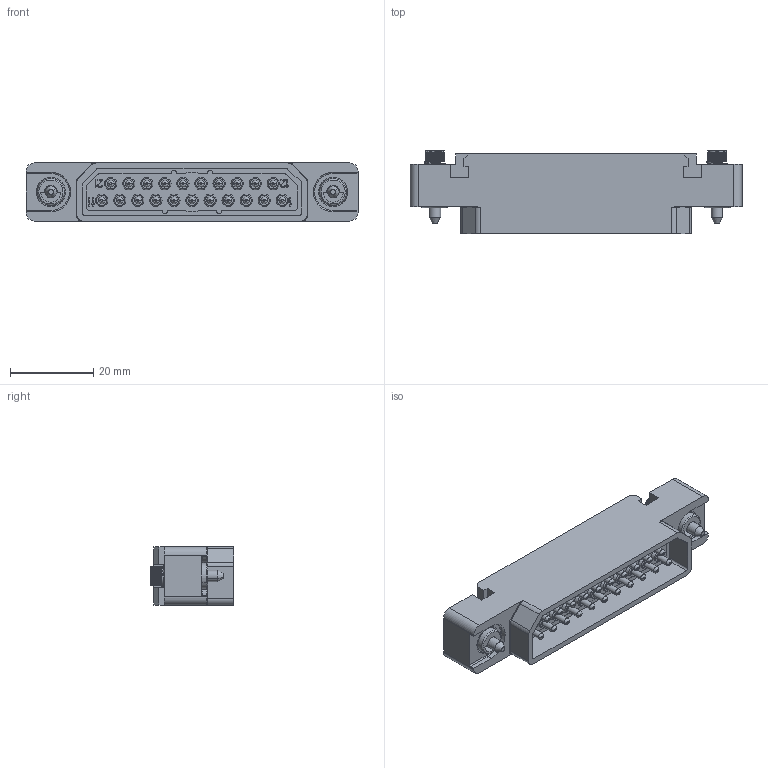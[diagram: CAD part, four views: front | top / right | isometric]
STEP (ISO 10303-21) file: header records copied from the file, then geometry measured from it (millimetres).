
FILE_DESCRIPTION((''),'2;1');
FILE_NAME('1900ND04P2A00E','2020-08-03T',('presta_be4'),(''),'CREO PARAMETRIC BY PTC INC, 2018360','CREO PARAMETRIC BY PTC INC, 2018360','');
FILE_SCHEMA(('CONFIG_CONTROL_DESIGN'));
Products named in the file (1): 1900ND04P2A00E
Bounding box: 80 x 20.16 x 14 mm (x, y, z)
Volume: 12371.3 mm3; surface area: 19077.8 mm2
Topology: 3 solids, 3 shells, 2956 faces, 7567 edges, 4797 vertices
Faces by surface type: plane 1181, cylinder 1097, cone 376, bspline 140, torus 134, extrusion 28
Entity records: 102614 total; most frequent: CARTESIAN_POINT 31308, ORIENTED_EDGE 15042, DIRECTION 14706, EDGE_CURVE 7521, AXIS2_PLACEMENT_3D 5599, VERTEX_POINT 4797, VECTOR 3508, LINE 3480
